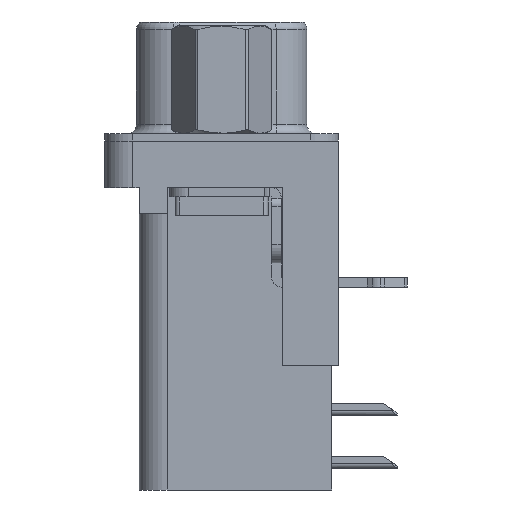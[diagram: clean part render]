
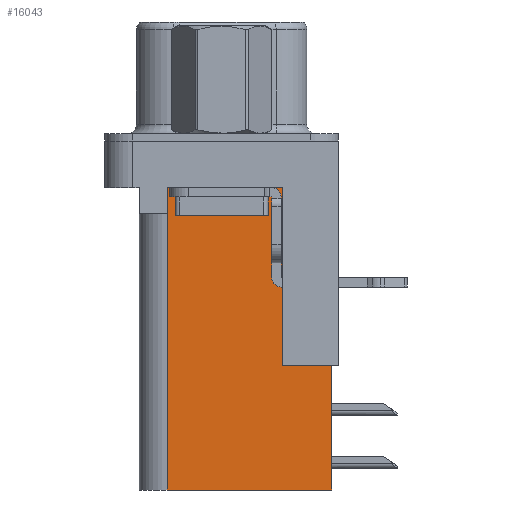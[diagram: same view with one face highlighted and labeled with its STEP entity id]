
A CAD part, left-side view. The second image highlights one B-rep face of the part: STEP entity #16043.
In plain terms, the highlighted planar face has unit normal (-1, 0, 0).
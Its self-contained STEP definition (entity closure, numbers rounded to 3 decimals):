
#304 = CARTESIAN_POINT ( 'NONE',  ( 3.79, -6.295, -12.05 ) ) ;
#732 = DIRECTION ( 'NONE',  ( 0., 0., -1. ) ) ;
#778 = VERTEX_POINT ( 'NONE', #9342 ) ;
#925 = EDGE_CURVE ( 'NONE', #6132, #5752, #12127, .T. ) ;
#967 = ORIENTED_EDGE ( 'NONE', *, *, #3293, .F. ) ;
#1446 = EDGE_CURVE ( 'NONE', #3900, #10968, #16818, .T. ) ;
#1903 = PLANE ( 'NONE',  #8491 ) ;
#2046 = VERTEX_POINT ( 'NONE', #12107 ) ;
#2595 = ORIENTED_EDGE ( 'NONE', *, *, #21192, .T. ) ;
#3086 = CARTESIAN_POINT ( 'NONE',  ( 3.79, -3.295, -2.5 ) ) ;
#3293 = EDGE_CURVE ( 'NONE', #778, #3900, #21254, .T. ) ;
#3418 = EDGE_CURVE ( 'NONE', #20728, #10968, #14644, .T. ) ;
#3531 = CARTESIAN_POINT ( 'NONE',  ( 3.79, 2.925, -18.76 ) ) ;
#3900 = VERTEX_POINT ( 'NONE', #3531 ) ;
#4387 = EDGE_LOOP ( 'NONE', ( #13899, #2595, #12074, #9642, #967, #5278, #5888, #10353 ) ) ;
#4754 = VECTOR ( 'NONE', #15068, 1000. ) ;
#5278 = ORIENTED_EDGE ( 'NONE', *, *, #11303, .F. ) ;
#5291 = DIRECTION ( 'NONE',  ( 0., 1., 0. ) ) ;
#5573 = CARTESIAN_POINT ( 'NONE',  ( 3.79, -3.295, -12.05 ) ) ;
#5624 = DIRECTION ( 'NONE',  ( 0., 1., 0. ) ) ;
#5752 = VERTEX_POINT ( 'NONE', #18015 ) ;
#5836 = CARTESIAN_POINT ( 'NONE',  ( 3.79, 0., -3.9 ) ) ;
#5888 = ORIENTED_EDGE ( 'NONE', *, *, #9382, .T. ) ;
#6132 = VERTEX_POINT ( 'NONE', #5573 ) ;
#6723 = EDGE_CURVE ( 'NONE', #5752, #19706, #16924, .T. ) ;
#8459 = VECTOR ( 'NONE', #14887, 1000. ) ;
#8491 = AXIS2_PLACEMENT_3D ( 'NONE', #13689, #15394, #5291 ) ;
#9342 = CARTESIAN_POINT ( 'NONE',  ( 3.79, -5.925, -18.76 ) ) ;
#9382 = EDGE_CURVE ( 'NONE', #2046, #6132, #17658, .T. ) ;
#9642 = ORIENTED_EDGE ( 'NONE', *, *, #1446, .F. ) ;
#9647 = LINE ( 'NONE', #20920, #13588 ) ;
#9717 = CARTESIAN_POINT ( 'NONE',  ( 3.79, -3.295, -18.76 ) ) ;
#10136 = VECTOR ( 'NONE', #21035, 1000. ) ;
#10353 = ORIENTED_EDGE ( 'NONE', *, *, #925, .T. ) ;
#10775 = DIRECTION ( 'NONE',  ( 0., 0., 1. ) ) ;
#10968 = VERTEX_POINT ( 'NONE', #16810 ) ;
#11081 = VECTOR ( 'NONE', #18231, 1000. ) ;
#11303 = EDGE_CURVE ( 'NONE', #2046, #778, #9647, .T. ) ;
#12074 = ORIENTED_EDGE ( 'NONE', *, *, #3418, .T. ) ;
#12097 = DIRECTION ( 'NONE',  ( 0., 1., 0. ) ) ;
#12107 = CARTESIAN_POINT ( 'NONE',  ( 3.79, -5.925, -12.05 ) ) ;
#12127 = LINE ( 'NONE', #9717, #11081 ) ;
#13161 = VECTOR ( 'NONE', #12097, 1000. ) ;
#13362 = CARTESIAN_POINT ( 'NONE',  ( 3.79, 2.895, -3.9 ) ) ;
#13525 = FACE_OUTER_BOUND ( 'NONE', #4387, .T. ) ;
#13588 = VECTOR ( 'NONE', #732, 1000. ) ;
#13689 = CARTESIAN_POINT ( 'NONE',  ( 3.79, -3.295, -18.76 ) ) ;
#13899 = ORIENTED_EDGE ( 'NONE', *, *, #6723, .T. ) ;
#14644 = LINE ( 'NONE', #5836, #10136 ) ;
#14887 = DIRECTION ( 'NONE',  ( 0., 1., 0. ) ) ;
#15068 = DIRECTION ( 'NONE',  ( 0., 0., -1. ) ) ;
#15394 = DIRECTION ( 'NONE',  ( 1., 0., 0. ) ) ;
#15599 = CARTESIAN_POINT ( 'NONE',  ( 3.79, 2.895, -3.9 ) ) ;
#15665 = CARTESIAN_POINT ( 'NONE',  ( 3.79, -3.295, -18.76 ) ) ;
#16043 = ADVANCED_FACE ( 'NONE', ( #13525 ), #1903, .F. ) ;
#16810 = CARTESIAN_POINT ( 'NONE',  ( 3.79, 2.925, -3.9 ) ) ;
#16818 = LINE ( 'NONE', #20884, #21322 ) ;
#16924 = LINE ( 'NONE', #3086, #8459 ) ;
#17658 = LINE ( 'NONE', #304, #13161 ) ;
#18015 = CARTESIAN_POINT ( 'NONE',  ( 3.79, -3.295, -2.5 ) ) ;
#18231 = DIRECTION ( 'NONE',  ( 0., 0., 1. ) ) ;
#18237 = LINE ( 'NONE', #13362, #4754 ) ;
#19706 = VERTEX_POINT ( 'NONE', #20506 ) ;
#20506 = CARTESIAN_POINT ( 'NONE',  ( 3.79, 2.895, -2.5 ) ) ;
#20716 = VECTOR ( 'NONE', #5624, 1000. ) ;
#20728 = VERTEX_POINT ( 'NONE', #15599 ) ;
#20884 = CARTESIAN_POINT ( 'NONE',  ( 3.79, 2.925, -18.76 ) ) ;
#20920 = CARTESIAN_POINT ( 'NONE',  ( 3.79, -5.925, -2. ) ) ;
#21035 = DIRECTION ( 'NONE',  ( 0., 1., 0. ) ) ;
#21192 = EDGE_CURVE ( 'NONE', #19706, #20728, #18237, .T. ) ;
#21254 = LINE ( 'NONE', #15665, #20716 ) ;
#21322 = VECTOR ( 'NONE', #10775, 1000. ) ;
